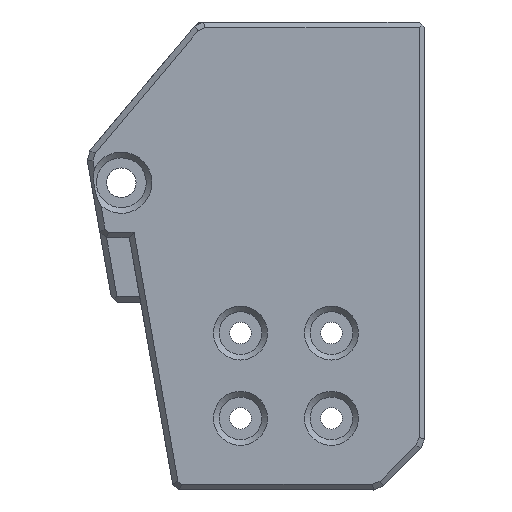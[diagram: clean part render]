
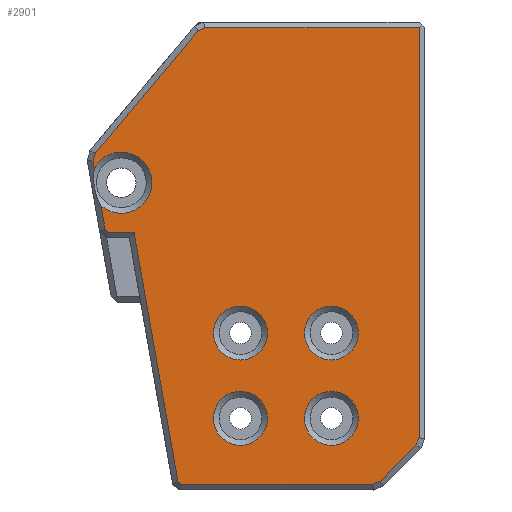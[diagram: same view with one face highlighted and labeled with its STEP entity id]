
A CAD part, front view. The second image highlights one B-rep face of the part: STEP entity #2901.
In plain terms, the highlighted planar face has unit normal (0, -1, 0).
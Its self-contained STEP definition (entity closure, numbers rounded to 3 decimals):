
#31=FACE_BOUND('',#361,.T.);
#32=FACE_BOUND('',#362,.T.);
#33=FACE_BOUND('',#363,.T.);
#34=FACE_BOUND('',#364,.T.);
#71=PLANE('',#3089);
#197=FACE_OUTER_BOUND('',#360,.T.);
#360=EDGE_LOOP('',(#2060,#2061,#2062,#2063,#2064,#2065,#2066,#2067,#2068,
#2069,#2070,#2071,#2072,#2073,#2074,#2075));
#361=EDGE_LOOP('',(#2076));
#362=EDGE_LOOP('',(#2077));
#363=EDGE_LOOP('',(#2078));
#364=EDGE_LOOP('',(#2079));
#555=LINE('',#4164,#911);
#559=LINE('',#4171,#915);
#561=LINE('',#4188,#917);
#562=LINE('',#4190,#918);
#563=LINE('',#4192,#919);
#564=LINE('',#4194,#920);
#565=LINE('',#4196,#921);
#566=LINE('',#4198,#922);
#567=LINE('',#4200,#923);
#568=LINE('',#4202,#924);
#569=LINE('',#4203,#925);
#570=LINE('',#4205,#926);
#571=LINE('',#4207,#927);
#572=LINE('',#4209,#928);
#573=LINE('',#4210,#929);
#911=VECTOR('',#3350,10.);
#915=VECTOR('',#3356,10.);
#917=VECTOR('',#3366,10.);
#918=VECTOR('',#3367,10.);
#919=VECTOR('',#3368,10.);
#920=VECTOR('',#3369,10.);
#921=VECTOR('',#3370,10.);
#922=VECTOR('',#3371,10.);
#923=VECTOR('',#3372,10.);
#924=VECTOR('',#3373,10.);
#925=VECTOR('',#3374,10.);
#926=VECTOR('',#3375,10.);
#927=VECTOR('',#3376,10.);
#928=VECTOR('',#3377,10.);
#929=VECTOR('',#3378,10.);
#1265=CIRCLE('',#3088,5.375);
#1266=CIRCLE('',#3090,4.75);
#1267=CIRCLE('',#3091,4.75);
#1268=CIRCLE('',#3092,4.75);
#1269=CIRCLE('',#3093,4.75);
#1342=VERTEX_POINT('',#4161);
#1343=VERTEX_POINT('',#4163);
#1345=VERTEX_POINT('',#4169);
#1346=VERTEX_POINT('',#4173);
#1349=VERTEX_POINT('',#4181);
#1350=VERTEX_POINT('',#4187);
#1351=VERTEX_POINT('',#4189);
#1352=VERTEX_POINT('',#4191);
#1353=VERTEX_POINT('',#4193);
#1354=VERTEX_POINT('',#4195);
#1355=VERTEX_POINT('',#4197);
#1356=VERTEX_POINT('',#4199);
#1357=VERTEX_POINT('',#4201);
#1358=VERTEX_POINT('',#4204);
#1359=VERTEX_POINT('',#4206);
#1360=VERTEX_POINT('',#4208);
#1361=VERTEX_POINT('',#4211);
#1362=VERTEX_POINT('',#4213);
#1363=VERTEX_POINT('',#4215);
#1364=VERTEX_POINT('',#4217);
#1620=EDGE_CURVE('',#1342,#1343,#555,.T.);
#1624=EDGE_CURVE('',#1345,#1342,#559,.T.);
#1629=EDGE_CURVE('',#1349,#1346,#1265,.T.);
#1630=EDGE_CURVE('',#1350,#1349,#561,.T.);
#1631=EDGE_CURVE('',#1351,#1350,#562,.T.);
#1632=EDGE_CURVE('',#1352,#1351,#563,.T.);
#1633=EDGE_CURVE('',#1353,#1352,#564,.T.);
#1634=EDGE_CURVE('',#1354,#1353,#565,.T.);
#1635=EDGE_CURVE('',#1355,#1354,#566,.T.);
#1636=EDGE_CURVE('',#1356,#1355,#567,.T.);
#1637=EDGE_CURVE('',#1357,#1356,#568,.T.);
#1638=EDGE_CURVE('',#1343,#1357,#569,.T.);
#1639=EDGE_CURVE('',#1358,#1345,#570,.T.);
#1640=EDGE_CURVE('',#1359,#1358,#571,.T.);
#1641=EDGE_CURVE('',#1360,#1359,#572,.T.);
#1642=EDGE_CURVE('',#1346,#1360,#573,.T.);
#1643=EDGE_CURVE('',#1361,#1361,#1266,.T.);
#1644=EDGE_CURVE('',#1362,#1362,#1267,.T.);
#1645=EDGE_CURVE('',#1363,#1363,#1268,.T.);
#1646=EDGE_CURVE('',#1364,#1364,#1269,.T.);
#2060=ORIENTED_EDGE('',*,*,#1629,.F.);
#2061=ORIENTED_EDGE('',*,*,#1630,.F.);
#2062=ORIENTED_EDGE('',*,*,#1631,.F.);
#2063=ORIENTED_EDGE('',*,*,#1632,.F.);
#2064=ORIENTED_EDGE('',*,*,#1633,.F.);
#2065=ORIENTED_EDGE('',*,*,#1634,.F.);
#2066=ORIENTED_EDGE('',*,*,#1635,.F.);
#2067=ORIENTED_EDGE('',*,*,#1636,.F.);
#2068=ORIENTED_EDGE('',*,*,#1637,.F.);
#2069=ORIENTED_EDGE('',*,*,#1638,.F.);
#2070=ORIENTED_EDGE('',*,*,#1620,.F.);
#2071=ORIENTED_EDGE('',*,*,#1624,.F.);
#2072=ORIENTED_EDGE('',*,*,#1639,.F.);
#2073=ORIENTED_EDGE('',*,*,#1640,.F.);
#2074=ORIENTED_EDGE('',*,*,#1641,.F.);
#2075=ORIENTED_EDGE('',*,*,#1642,.F.);
#2076=ORIENTED_EDGE('',*,*,#1643,.F.);
#2077=ORIENTED_EDGE('',*,*,#1644,.F.);
#2078=ORIENTED_EDGE('',*,*,#1645,.F.);
#2079=ORIENTED_EDGE('',*,*,#1646,.F.);
#2901=ADVANCED_FACE('',(#197,#31,#32,#33,#34),#71,.T.);
#3088=AXIS2_PLACEMENT_3D('',#4185,#3362,#3363);
#3089=AXIS2_PLACEMENT_3D('',#4186,#3364,#3365);
#3090=AXIS2_PLACEMENT_3D('',#4212,#3379,#3380);
#3091=AXIS2_PLACEMENT_3D('',#4214,#3381,#3382);
#3092=AXIS2_PLACEMENT_3D('',#4216,#3383,#3384);
#3093=AXIS2_PLACEMENT_3D('',#4218,#3385,#3386);
#3350=DIRECTION('',(0.,0.,-1.));
#3356=DIRECTION('',(1.,0.,0.));
#3362=DIRECTION('center_axis',(0.,-1.,0.));
#3363=DIRECTION('ref_axis',(1.,0.,0.));
#3364=DIRECTION('center_axis',(0.,-1.,0.));
#3365=DIRECTION('ref_axis',(1.,0.,0.));
#3366=DIRECTION('',(-0.174,0.,0.985));
#3367=DIRECTION('',(-0.766,0.,0.643));
#3368=DIRECTION('',(-1.,0.,0.));
#3369=DIRECTION('',(-0.174,0.,0.985));
#3370=DIRECTION('',(-0.766,0.,0.643));
#3371=DIRECTION('',(-1.,0.,0.));
#3372=DIRECTION('',(-0.924,0.,-0.383));
#3373=DIRECTION('',(-0.707,0.,-0.707));
#3374=DIRECTION('',(-0.383,0.,-0.924));
#3375=DIRECTION('',(0.906,0.,0.423));
#3376=DIRECTION('',(0.643,0.,0.766));
#3377=DIRECTION('',(0.259,0.,0.966));
#3378=DIRECTION('',(-0.174,0.,0.985));
#3379=DIRECTION('center_axis',(0.,-1.,0.));
#3380=DIRECTION('ref_axis',(-1.,0.,0.));
#3381=DIRECTION('center_axis',(0.,-1.,0.));
#3382=DIRECTION('ref_axis',(-1.,0.,0.));
#3383=DIRECTION('center_axis',(0.,-1.,0.));
#3384=DIRECTION('ref_axis',(-1.,0.,0.));
#3385=DIRECTION('center_axis',(0.,-1.,0.));
#3386=DIRECTION('ref_axis',(-1.,0.,0.));
#4161=CARTESIAN_POINT('',(-47.863,-96.284,-324.522));
#4163=CARTESIAN_POINT('',(-47.863,-96.284,-396.639));
#4164=CARTESIAN_POINT('',(-47.863,-96.284,-350.372));
#4169=CARTESIAN_POINT('',(-85.521,-96.284,-324.522));
#4171=CARTESIAN_POINT('',(-85.241,-96.284,-324.522));
#4173=CARTESIAN_POINT('',(-104.972,-96.284,-349.253));
#4181=CARTESIAN_POINT('',(-103.82,-96.284,-355.787));
#4185=CARTESIAN_POINT('Origin',(-100.231,-96.284,-351.786));
#4186=CARTESIAN_POINT('Origin',(-81.773,-96.284,-372.221));
#4187=CARTESIAN_POINT('',(-103.085,-96.284,-359.956));
#4188=CARTESIAN_POINT('',(-100.843,-96.284,-372.674));
#4189=CARTESIAN_POINT('',(-102.469,-96.284,-360.473));
#4190=CARTESIAN_POINT('',(-93.658,-96.284,-367.866));
#4191=CARTESIAN_POINT('',(-97.994,-96.284,-360.473));
#4192=CARTESIAN_POINT('',(-92.531,-96.284,-360.473));
#4193=CARTESIAN_POINT('',(-90.263,-96.284,-404.321));
#4194=CARTESIAN_POINT('',(-95.918,-96.284,-372.247));
#4195=CARTESIAN_POINT('',(-89.647,-96.284,-404.838));
#4196=CARTESIAN_POINT('',(-95.521,-96.284,-399.909));
#4197=CARTESIAN_POINT('',(-56.062,-96.284,-404.838));
#4198=CARTESIAN_POINT('',(-65.741,-96.284,-404.838));
#4199=CARTESIAN_POINT('',(-54.723,-96.284,-404.283));
#4200=CARTESIAN_POINT('',(-60.934,-96.284,-406.856));
#4201=CARTESIAN_POINT('',(-48.418,-96.284,-397.979));
#4202=CARTESIAN_POINT('',(-51.893,-96.284,-401.454));
#4203=CARTESIAN_POINT('',(-46.168,-96.284,-392.547));
#4204=CARTESIAN_POINT('',(-86.762,-96.284,-325.101));
#4205=CARTESIAN_POINT('',(-93.427,-96.284,-328.209));
#4206=CARTESIAN_POINT('',(-104.844,-96.284,-346.65));
#4207=CARTESIAN_POINT('',(-101.659,-96.284,-342.854));
#4208=CARTESIAN_POINT('',(-105.198,-96.284,-347.973));
#4209=CARTESIAN_POINT('',(-107.356,-96.284,-356.026));
#4210=CARTESIAN_POINT('',(-100.843,-96.284,-372.674));
#4211=CARTESIAN_POINT('',(-74.531,-96.284,-393.237));
#4212=CARTESIAN_POINT('Origin',(-79.281,-96.284,-393.237));
#4213=CARTESIAN_POINT('',(-58.531,-96.284,-378.237));
#4214=CARTESIAN_POINT('Origin',(-63.281,-96.284,-378.237));
#4215=CARTESIAN_POINT('',(-58.531,-96.284,-393.237));
#4216=CARTESIAN_POINT('Origin',(-63.281,-96.284,-393.237));
#4217=CARTESIAN_POINT('',(-74.531,-96.284,-378.237));
#4218=CARTESIAN_POINT('Origin',(-79.281,-96.284,-378.237));
